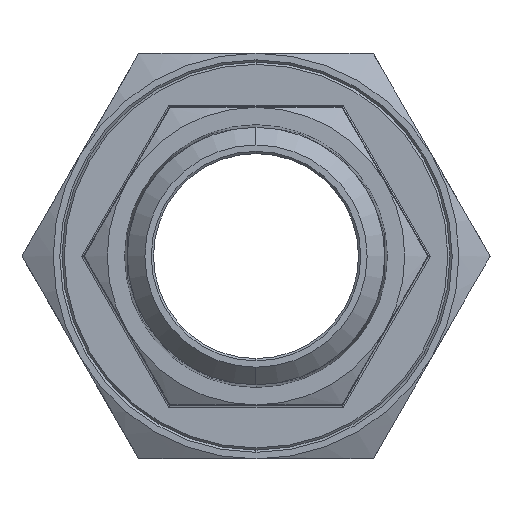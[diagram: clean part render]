
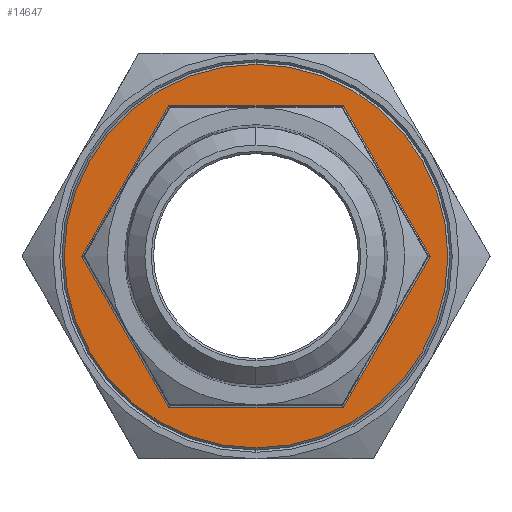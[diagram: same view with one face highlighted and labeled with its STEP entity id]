
A CAD part, left-side view. The second image highlights one B-rep face of the part: STEP entity #14647.
In plain terms, the highlighted planar face has unit normal (-1, 0, 0).
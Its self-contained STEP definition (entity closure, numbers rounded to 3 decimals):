
#23 = EDGE_CURVE ( 'NONE', #7272, #7543, #8825, .T. ) ;
#312 = DIRECTION ( 'NONE',  ( 0., 1., 0. ) ) ;
#471 = ORIENTED_EDGE ( 'NONE', *, *, #23, .T. ) ;
#1002 = CARTESIAN_POINT ( 'NONE',  ( -12.9, 0., 43.5 ) ) ;
#1278 = CARTESIAN_POINT ( 'NONE',  ( -12.9, 24.79, 25.563 ) ) ;
#1335 = EDGE_CURVE ( 'NONE', #4676, #14383, #12985, .T. ) ;
#1608 = LINE ( 'NONE', #14231, #12687 ) ;
#1730 = VERTEX_POINT ( 'NONE', #2625 ) ;
#1942 = DIRECTION ( 'NONE',  ( 0., -0.5, -0.866 ) ) ;
#2121 = CARTESIAN_POINT ( 'NONE',  ( -12.9, -34.533, 8.687 ) ) ;
#2190 = FACE_BOUND ( 'NONE', #14578, .T. ) ;
#2264 = AXIS2_PLACEMENT_3D ( 'NONE', #5669, #7081, #4483 ) ;
#2323 = CARTESIAN_POINT ( 'NONE',  ( -12.9, -24.79, -25.563 ) ) ;
#2625 = CARTESIAN_POINT ( 'NONE',  ( -12.9, 19.774, -34.25 ) ) ;
#3095 = ORIENTED_EDGE ( 'NONE', *, *, #1335, .F. ) ;
#3995 = EDGE_CURVE ( 'NONE', #1730, #4676, #9917, .T. ) ;
#4225 = ORIENTED_EDGE ( 'NONE', *, *, #4247, .F. ) ;
#4247 = EDGE_CURVE ( 'NONE', #14304, #1730, #8866, .T. ) ;
#4336 = CARTESIAN_POINT ( 'NONE',  ( -12.9, 19.774, 34.25 ) ) ;
#4483 = DIRECTION ( 'NONE',  ( 0., 1., 0. ) ) ;
#4676 = VERTEX_POINT ( 'NONE', #6862 ) ;
#4963 = VECTOR ( 'NONE', #7626, 1000. ) ;
#5055 = CARTESIAN_POINT ( 'NONE',  ( -12.9, 9.743, -34.25 ) ) ;
#5234 = LINE ( 'NONE', #1278, #6044 ) ;
#5669 = CARTESIAN_POINT ( 'NONE',  ( -12.9, 0., 0. ) ) ;
#6017 = DIRECTION ( 'NONE',  ( 0., 0., 1. ) ) ;
#6044 = VECTOR ( 'NONE', #12455, 1000. ) ;
#6324 = DIRECTION ( 'NONE',  ( 0., -0.5, 0.866 ) ) ;
#6369 = DIRECTION ( 'NONE',  ( -1., 0., 0. ) ) ;
#6735 = ORIENTED_EDGE ( 'NONE', *, *, #14935, .F. ) ;
#6862 = CARTESIAN_POINT ( 'NONE',  ( -12.9, -19.774, -34.25 ) ) ;
#6974 = PLANE ( 'NONE',  #2264 ) ;
#7081 = DIRECTION ( 'NONE',  ( 1., 0., 0. ) ) ;
#7272 = VERTEX_POINT ( 'NONE', #15955 ) ;
#7454 = CARTESIAN_POINT ( 'NONE',  ( -12.9, 0., 0. ) ) ;
#7543 = VERTEX_POINT ( 'NONE', #1002 ) ;
#7626 = DIRECTION ( 'NONE',  ( 0., -1., 0. ) ) ;
#7903 = EDGE_CURVE ( 'NONE', #7543, #7272, #10239, .T. ) ;
#8193 = VECTOR ( 'NONE', #6324, 1000. ) ;
#8200 = ORIENTED_EDGE ( 'NONE', *, *, #3995, .F. ) ;
#8365 = CARTESIAN_POINT ( 'NONE',  ( -12.9, -39.548, 0. ) ) ;
#8825 = CIRCLE ( 'NONE', #16498, 43.5 ) ;
#8866 = LINE ( 'NONE', #14424, #15473 ) ;
#9038 = EDGE_CURVE ( 'NONE', #9665, #14304, #5234, .T. ) ;
#9111 = FACE_OUTER_BOUND ( 'NONE', #12555, .T. ) ;
#9578 = LINE ( 'NONE', #2121, #15970 ) ;
#9636 = VERTEX_POINT ( 'NONE', #10538 ) ;
#9665 = VERTEX_POINT ( 'NONE', #4336 ) ;
#9826 = CARTESIAN_POINT ( 'NONE',  ( -12.9, 0., 0. ) ) ;
#9917 = LINE ( 'NONE', #5055, #4963 ) ;
#10239 = CIRCLE ( 'NONE', #10426, 43.5 ) ;
#10426 = AXIS2_PLACEMENT_3D ( 'NONE', #7454, #6369, #15239 ) ;
#10538 = CARTESIAN_POINT ( 'NONE',  ( -12.9, -19.774, 34.25 ) ) ;
#12455 = DIRECTION ( 'NONE',  ( 0., 0.5, -0.866 ) ) ;
#12555 = EDGE_LOOP ( 'NONE', ( #13293, #471 ) ) ;
#12687 = VECTOR ( 'NONE', #312, 1000. ) ;
#12985 = LINE ( 'NONE', #2323, #8193 ) ;
#13102 = EDGE_CURVE ( 'NONE', #14383, #9636, #9578, .T. ) ;
#13293 = ORIENTED_EDGE ( 'NONE', *, *, #7903, .T. ) ;
#13602 = ORIENTED_EDGE ( 'NONE', *, *, #9038, .F. ) ;
#13623 = DIRECTION ( 'NONE',  ( -1., 0., 0. ) ) ;
#14231 = CARTESIAN_POINT ( 'NONE',  ( -12.9, -9.743, 34.25 ) ) ;
#14304 = VERTEX_POINT ( 'NONE', #15730 ) ;
#14383 = VERTEX_POINT ( 'NONE', #8365 ) ;
#14424 = CARTESIAN_POINT ( 'NONE',  ( -12.9, 34.533, -8.687 ) ) ;
#14578 = EDGE_LOOP ( 'NONE', ( #4225, #13602, #6735, #15586, #3095, #8200 ) ) ;
#14647 = ADVANCED_FACE ( 'NONE', ( #9111, #2190 ), #6974, .F. ) ;
#14764 = DIRECTION ( 'NONE',  ( 0., 0.5, 0.866 ) ) ;
#14935 = EDGE_CURVE ( 'NONE', #9636, #9665, #1608, .T. ) ;
#15239 = DIRECTION ( 'NONE',  ( 0., 0., 1. ) ) ;
#15473 = VECTOR ( 'NONE', #1942, 1000. ) ;
#15586 = ORIENTED_EDGE ( 'NONE', *, *, #13102, .F. ) ;
#15730 = CARTESIAN_POINT ( 'NONE',  ( -12.9, 39.548, 0. ) ) ;
#15955 = CARTESIAN_POINT ( 'NONE',  ( -12.9, 0., -43.5 ) ) ;
#15970 = VECTOR ( 'NONE', #14764, 1000. ) ;
#16498 = AXIS2_PLACEMENT_3D ( 'NONE', #9826, #13623, #6017 ) ;
